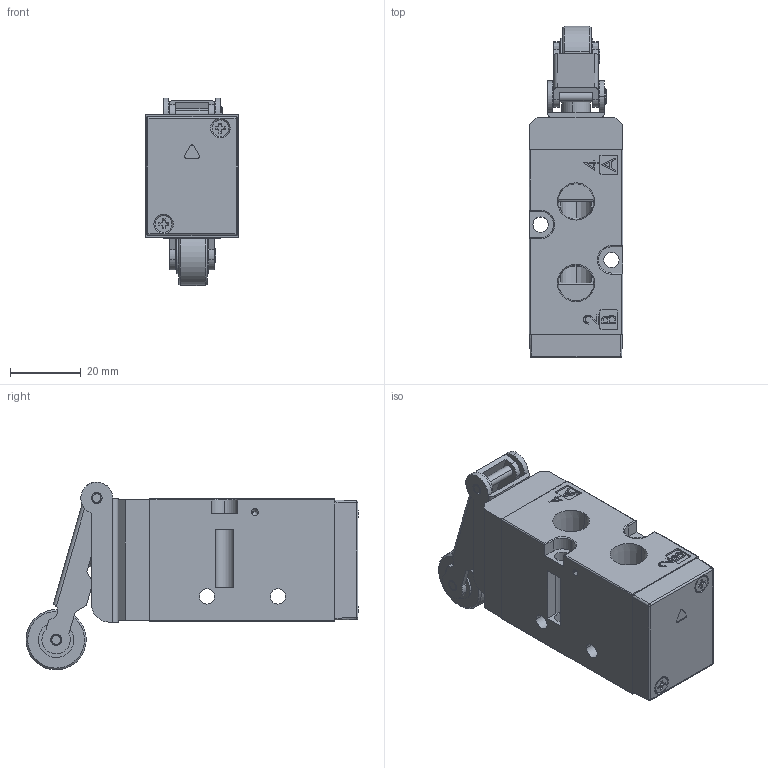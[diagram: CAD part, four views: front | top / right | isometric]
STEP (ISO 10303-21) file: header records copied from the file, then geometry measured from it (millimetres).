
FILE_DESCRIPTION (( 'STEP AP203' ), '1' );
FILE_NAME ('RLV410-1RP.STEP', '2016-01-12T11:47:02', ( 'yrd8' ), ( 'Hewlett-Packard Company' ), 'SwSTEP 2.0', 'SolidWorks 2008', '' );
FILE_SCHEMA (( 'CONFIG_CONTROL_DESIGN' ));
Length unit declared in the file: millimetre
Products named in the file (12): RLV410-1RP; 4000body cap _ル遽; RLV410 SEMI PILOT_晦獄 撲薑; 460-PU; BodyCoverBolt(M2.6xL7.5)_ル遽; SF4000 Body; 1RB(17mm); YMV310 lever-1_晦獄 撲薑; YMV310 lever_晦獄 撲薑; YMV310 ROLLER PIN_晦獄 撲薑; YMV310 ROLLER_晦獄 撲薑; YMV310 ROLLER PIN-2_晦獄 撲薑
Assembly tree (14 placements, depth 3):
  RLV410-1RP
    460-PU
    BodyCoverBolt(M2.6xL7.5)_ル遽  x4
    1RB(17mm)
      YMV310 lever-1_晦獄 撲薑
      YMV310 ROLLER_晦獄 撲薑
      YMV310 ROLLER PIN_晦獄 撲薑
      YMV310 ROLLER PIN-2_晦獄 撲薑
      YMV310 lever_晦獄 撲薑
    4000body cap _ル遽
    RLV410 SEMI PILOT_晦獄 撲薑
    SF4000 Body
Bounding box: 26.5 x 93.66 x 52.98 mm (x, y, z)
Volume: 51363.8 mm3; surface area: 27981.7 mm2
Topology: 13 solids, 13 shells, 1134 faces, 2892 edges, 1809 vertices
Faces by surface type: plane 469, cylinder 327, cone 186, bspline 86, torus 52, sphere 14
Entity records: 40057 total; most frequent: CARTESIAN_POINT 15210, ORIENTED_EDGE 4994, DIRECTION 4758, EDGE_CURVE 2497, AXIS2_PLACEMENT_3D 1670, VERTEX_POINT 1599, LINE 1418, VECTOR 1418
